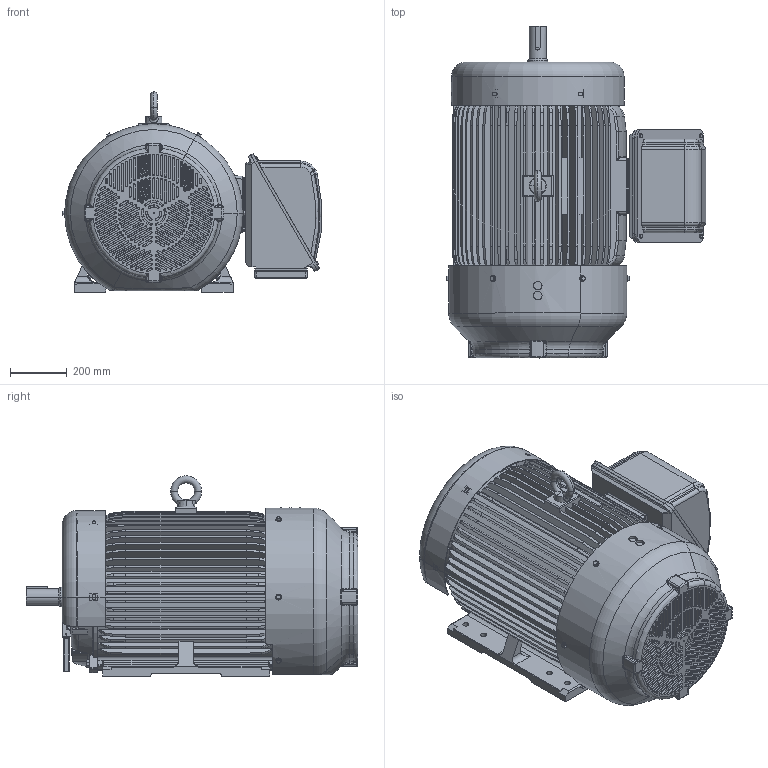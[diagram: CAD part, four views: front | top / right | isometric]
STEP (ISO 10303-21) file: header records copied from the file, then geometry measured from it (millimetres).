
FILE_DESCRIPTION (( 'STEP AP203' ), '1' );
FILE_NAME ('AEHH8N_447TS.STEP', '2021-03-25T08:05:22', ( '' ), ( '' ), 'SwSTEP 2.0', 'SolidWorks 2020', '' );
FILE_SCHEMA (( 'CONFIG_CONTROL_DESIGN' ));
Products named in the file (3): AEHH8N_447TS; 3A407G140
Assembly tree (2 placements, depth 2):
  AEHH8N_447TS
    AEHH8N_447TS
    3A407G140
Bounding box: 916.04 x 1172.21 x 707.4 mm (x, y, z)
Volume: 290261277.3 mm3; surface area: 6251963.2 mm2
Topology: 23 solids, 37 shells, 3046 faces, 7879 edges, 5029 vertices
Faces by surface type: plane 1092, bspline 680, cylinder 645, cone 405, torus 214, sphere 10
Entity records: 159886 total; most frequent: CARTESIAN_POINT 92004, ORIENTED_EDGE 15634, DIRECTION 11488, EDGE_CURVE 7817, VERTEX_POINT 5021, AXIS2_PLACEMENT_3D 4223, EDGE_LOOP 3264, FACE_OUTER_BOUND 3046
